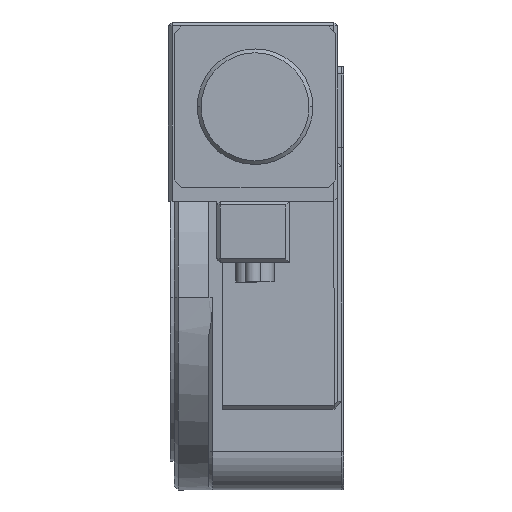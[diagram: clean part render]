
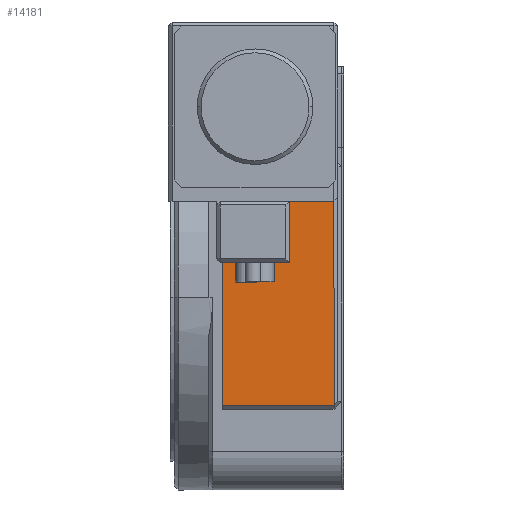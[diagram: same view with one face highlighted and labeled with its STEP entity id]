
A CAD part, left-side view. The second image highlights one B-rep face of the part: STEP entity #14181.
In plain terms, the highlighted planar face has unit normal (-1, 0, 0).
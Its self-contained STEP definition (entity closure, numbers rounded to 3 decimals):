
#85 = VERTEX_POINT ( 'NONE', #2405 ) ;
#835 = DIRECTION ( 'NONE',  ( 0., -1., 0. ) ) ;
#846 = FACE_OUTER_BOUND ( 'NONE', #2038, .T. ) ;
#1114 = EDGE_CURVE ( 'NONE', #11415, #3395, #4978, .T. ) ;
#2038 = EDGE_LOOP ( 'NONE', ( #3196, #10165, #9258, #10560 ) ) ;
#2405 = CARTESIAN_POINT ( 'NONE',  ( -41.499, -17.823, 157.917 ) ) ;
#2439 = CARTESIAN_POINT ( 'NONE',  ( -41.499, -46.823, 157.917 ) ) ;
#2774 = VECTOR ( 'NONE', #11182, 1000. ) ;
#3196 = ORIENTED_EDGE ( 'NONE', *, *, #4414, .F. ) ;
#3328 = EDGE_CURVE ( 'NONE', #85, #11415, #6130, .T. ) ;
#3395 = VERTEX_POINT ( 'NONE', #10228 ) ;
#3555 = CARTESIAN_POINT ( 'NONE',  ( -41.499, -17.823, 104.917 ) ) ;
#4036 = PLANE ( 'NONE',  #10333 ) ;
#4414 = EDGE_CURVE ( 'NONE', #10732, #3395, #5643, .T. ) ;
#4884 = EDGE_CURVE ( 'NONE', #85, #10732, #9719, .T. ) ;
#4978 = LINE ( 'NONE', #6623, #5644 ) ;
#5643 = LINE ( 'NONE', #9993, #2774 ) ;
#5644 = VECTOR ( 'NONE', #7672, 1000. ) ;
#6130 = LINE ( 'NONE', #7927, #13450 ) ;
#6370 = DIRECTION ( 'NONE',  ( 1., 0., 0. ) ) ;
#6623 = CARTESIAN_POINT ( 'NONE',  ( -41.499, -17.823, 104.917 ) ) ;
#7672 = DIRECTION ( 'NONE',  ( 0., -1., 0. ) ) ;
#7927 = CARTESIAN_POINT ( 'NONE',  ( -41.499, -17.823, 167.917 ) ) ;
#8780 = DIRECTION ( 'NONE',  ( 0., -1., 0. ) ) ;
#9258 = ORIENTED_EDGE ( 'NONE', *, *, #3328, .T. ) ;
#9719 = LINE ( 'NONE', #12038, #12453 ) ;
#9993 = CARTESIAN_POINT ( 'NONE',  ( -41.499, -46.823, 157.917 ) ) ;
#10129 = DIRECTION ( 'NONE',  ( 0., 0., -1. ) ) ;
#10165 = ORIENTED_EDGE ( 'NONE', *, *, #4884, .F. ) ;
#10228 = CARTESIAN_POINT ( 'NONE',  ( -41.499, -46.823, 104.917 ) ) ;
#10333 = AXIS2_PLACEMENT_3D ( 'NONE', #11680, #6370, #835 ) ;
#10560 = ORIENTED_EDGE ( 'NONE', *, *, #1114, .T. ) ;
#10732 = VERTEX_POINT ( 'NONE', #2439 ) ;
#11182 = DIRECTION ( 'NONE',  ( 0., 0., -1. ) ) ;
#11415 = VERTEX_POINT ( 'NONE', #3555 ) ;
#11680 = CARTESIAN_POINT ( 'NONE',  ( -41.499, -47.823, 157.917 ) ) ;
#12038 = CARTESIAN_POINT ( 'NONE',  ( -41.499, -47.823, 157.917 ) ) ;
#12453 = VECTOR ( 'NONE', #8780, 1000. ) ;
#13450 = VECTOR ( 'NONE', #10129, 1000. ) ;
#14181 = ADVANCED_FACE ( 'NONE', ( #846 ), #4036, .F. ) ;
